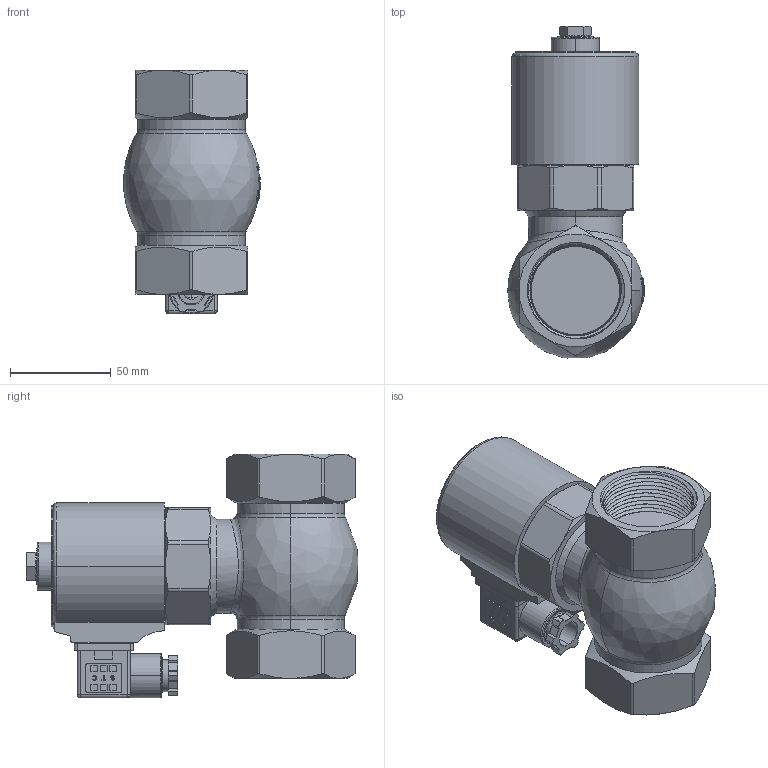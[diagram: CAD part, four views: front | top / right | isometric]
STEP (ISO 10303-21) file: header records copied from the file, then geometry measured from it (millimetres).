
FILE_DESCRIPTION (( 'STEP AP214' ), '1' );
FILE_NAME ('2L300-1-1-2.STEP', '2018-08-13T18:01:20', ( '' ), ( '' ), 'SwSTEP 2.0', 'SolidWorks 2016', '' );
FILE_SCHEMA (( 'AUTOMOTIVE_DESIGN' ));
Length unit declared in the file: millimetre
Products named in the file (1): 2L300-1-1-2
Bounding box: 67.86 x 164.95 x 121.08 mm (x, y, z)
Volume: 503647.2 mm3; surface area: 97840.7 mm2
Topology: 14 solids, 14 shells, 1167 faces, 3241 edges, 2135 vertices
Faces by surface type: plane 572, cylinder 328, cone 128, bspline 90, torus 28, sphere 21
Entity records: 82693 total; most frequent: CARTESIAN_POINT 41785, ORIENTED_EDGE 6458, DIRECTION 4764, EDGE_CURVE 3229, VERTEX_POINT 2135, LINE 1764, VECTOR 1764, AXIS2_PLACEMENT_3D 1500
